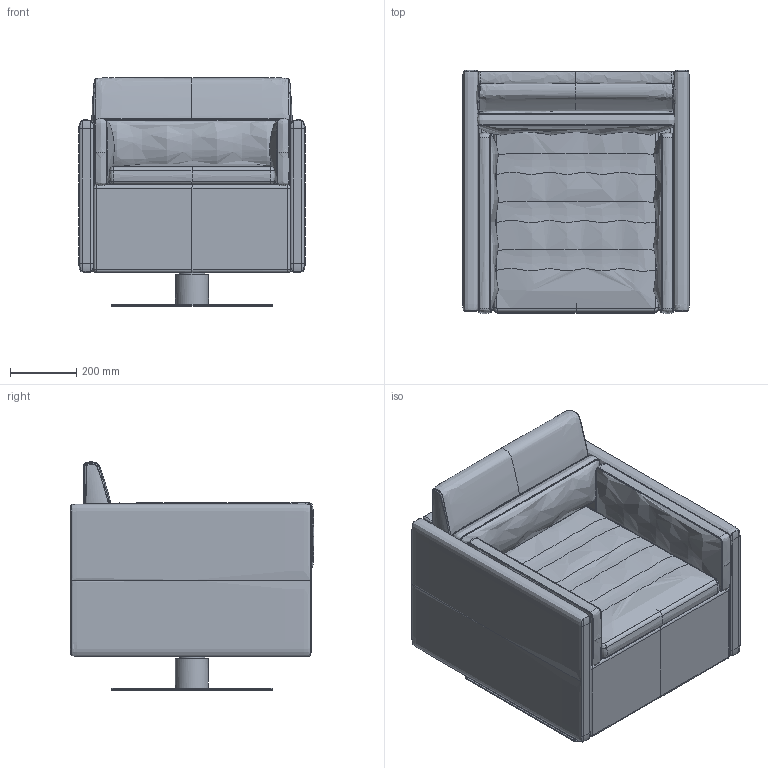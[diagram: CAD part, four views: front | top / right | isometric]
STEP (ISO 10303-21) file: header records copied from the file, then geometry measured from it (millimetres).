
FILE_DESCRIPTION(/* description */ (''),/* implementation_level */ '2;1');
FILE_NAME(/* name */ 'Salon_CB-561S_3D',/* time_stamp */ '2023-10-06T12:40:57+02:00',/* author */ (''),/* organization */ (''),/* preprocessor_version */ 'ST-DEVELOPER v16.5',/* originating_system */ 'Rhino 7.31',/* authorisation */ '');
FILE_SCHEMA (('AUTOMOTIVE_DESIGN'));
Length unit declared in the file: centimetre
Products named in the file (2): Document; Salon_CB-561S
Assembly tree (1 placements, depth 2):
  Document
    Salon_CB-561S
Bounding box: 686 x 736.97 x 690.48 mm (x, y, z)
Volume: 135369206.9 mm3; surface area: 6491621 mm2
Topology: 6 solids, 58 shells, 194 faces, 510 edges, 368 vertices
Faces by surface type: bspline 132, plane 34, cylinder 28
Full cylindrical faces by diameter (mm): 80 x1, 100 x1
Entity records: 57986 total; most frequent: CARTESIAN_POINT 54612, ORIENTED_EDGE 765, EDGE_CURVE 508, VERTEX_POINT 368, B_SPLINE_CURVE_WITH_KNOTS 233, ADVANCED_FACE 194, FACE_OUTER_BOUND 194, EDGE_LOOP 194
